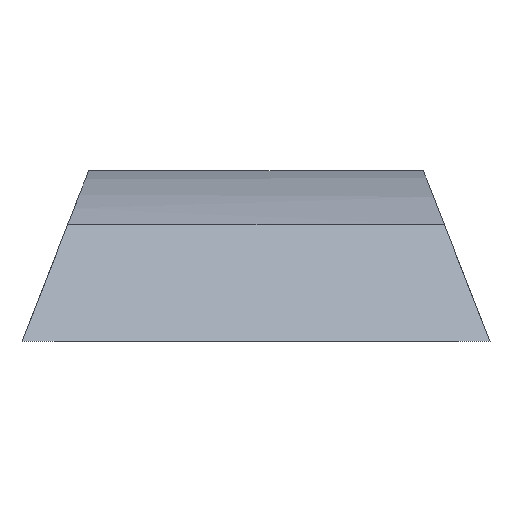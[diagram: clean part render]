
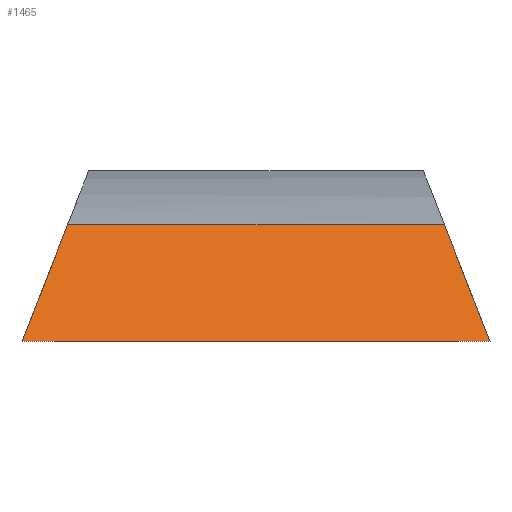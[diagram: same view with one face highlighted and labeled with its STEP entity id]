
A CAD part, front view. The second image highlights one B-rep face of the part: STEP entity #1465.
In plain terms, the highlighted planar face has unit normal (0, -0.931, 0.364).
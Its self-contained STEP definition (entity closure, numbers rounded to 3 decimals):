
#1052 = VERTEX_POINT('',#1053);
#1053 = CARTESIAN_POINT('',(-11.688,-9.3,
    0.001));
#1062 = PLANE('',#1063);
#1063 = AXIS2_PLACEMENT_3D('',#1064,#1065,#1066);
#1064 = CARTESIAN_POINT('',(0.,-9.3,0.));
#1065 = DIRECTION('',(-0.,-1.,-0.));
#1066 = DIRECTION('',(0.,0.,-1.));
#1115 = VERTEX_POINT('',#1116);
#1116 = CARTESIAN_POINT('',(11.688,-9.3,
    0.001));
#1142 = EDGE_CURVE('',#1115,#1052,#1143,.T.);
#1143 = SURFACE_CURVE('',#1144,(#1148,#1155),.PCURVE_S1.);
#1144 = LINE('',#1145,#1146);
#1145 = CARTESIAN_POINT('',(11.688,-9.3,
    0.001));
#1146 = VECTOR('',#1147,1.);
#1147 = DIRECTION('',(-1.,0.,0.));
#1148 = PCURVE('',#1062,#1149);
#1149 = DEFINITIONAL_REPRESENTATION('',(#1150),#1154);
#1150 = LINE('',#1151,#1152);
#1151 = CARTESIAN_POINT('',(-0.001,11.688));
#1152 = VECTOR('',#1153,1.);
#1153 = DIRECTION('',(0.,-1.));
#1154 = ( GEOMETRIC_REPRESENTATION_CONTEXT(2) 
PARAMETRIC_REPRESENTATION_CONTEXT() REPRESENTATION_CONTEXT('2D SPACE',''
  ) );
#1155 = PCURVE('',#1156,#1161);
#1156 = PLANE('',#1157);
#1157 = AXIS2_PLACEMENT_3D('',#1158,#1159,#1160);
#1158 = CARTESIAN_POINT('',(0.,-7.442,4.753));
#1159 = DIRECTION('',(0.,-0.931,0.364));
#1160 = DIRECTION('',(0.,-0.364,-0.931));
#1161 = DEFINITIONAL_REPRESENTATION('',(#1162),#1166);
#1162 = LINE('',#1163,#1164);
#1163 = CARTESIAN_POINT('',(5.103,11.688));
#1164 = VECTOR('',#1165,1.);
#1165 = DIRECTION('',(-0.,-1.));
#1166 = ( GEOMETRIC_REPRESENTATION_CONTEXT(2) 
PARAMETRIC_REPRESENTATION_CONTEXT() REPRESENTATION_CONTEXT('2D SPACE',''
  ) );
#1211 = PLANE('',#1212);
#1212 = AXIS2_PLACEMENT_3D('',#1213,#1214,#1215);
#1213 = CARTESIAN_POINT('',(-9.882,0.,
    4.62));
#1214 = DIRECTION('',(-0.931,0.,0.364));
#1215 = DIRECTION('',(-0.364,0.,-0.931));
#1454 = PLANE('',#1455);
#1455 = AXIS2_PLACEMENT_3D('',#1456,#1457,#1458);
#1456 = CARTESIAN_POINT('',(9.882,0.,4.62));
#1457 = DIRECTION('',(0.931,0.,0.364));
#1458 = DIRECTION('',(-0.364,0.,0.931));
#1465 = ADVANCED_FACE('',(#1466),#1156,.T.);
#1466 = FACE_BOUND('',#1467,.T.);
#1467 = EDGE_LOOP('',(#1468,#1541,#1562,#1563));
#1468 = ORIENTED_EDGE('',*,*,#1469,.F.);
#1469 = EDGE_CURVE('',#1470,#1472,#1474,.T.);
#1470 = VERTEX_POINT('',#1471);
#1471 = CARTESIAN_POINT('',(-9.412,-7.023,
    5.824));
#1472 = VERTEX_POINT('',#1473);
#1473 = CARTESIAN_POINT('',(9.412,-7.023,
    5.824));
#1474 = SURFACE_CURVE('',#1475,(#1490,#1508),.PCURVE_S1.);
#1475 = B_SPLINE_CURVE_WITH_KNOTS('',4,(#1476,#1477,#1478,#1479,#1480,
    #1481,#1482,#1483,#1484,#1485,#1486,#1487,#1488,#1489),
  .UNSPECIFIED.,.F.,.F.,(5,3,3,3,5),(0.,0.25,0.5,
    0.75,1.),.UNSPECIFIED.);
#1476 = CARTESIAN_POINT('',(-11.688,-7.023,
    5.824));
#1477 = CARTESIAN_POINT('',(-10.229,-7.023,
    5.824));
#1478 = CARTESIAN_POINT('',(-8.77,-7.023,
    5.824));
#1479 = CARTESIAN_POINT('',(-7.311,-7.023,
    5.824));
#1480 = CARTESIAN_POINT('',(-4.389,-7.023,5.824)
  );
#1481 = CARTESIAN_POINT('',(-2.926,-7.023,5.824)
  );
#1482 = CARTESIAN_POINT('',(-1.463,-7.023,5.824)
  );
#1483 = CARTESIAN_POINT('',(1.463,-7.023,5.824)
  );
#1484 = CARTESIAN_POINT('',(2.926,-7.023,5.824));
#1485 = CARTESIAN_POINT('',(4.389,-7.023,5.824)
  );
#1486 = CARTESIAN_POINT('',(7.311,-7.023,
    5.824));
#1487 = CARTESIAN_POINT('',(8.77,-7.023,
    5.824));
#1488 = CARTESIAN_POINT('',(10.229,-7.023,
    5.824));
#1489 = CARTESIAN_POINT('',(11.688,-7.023,
    5.824));
#1490 = PCURVE('',#1156,#1491);
#1491 = DEFINITIONAL_REPRESENTATION('',(#1492),#1507);
#1492 = B_SPLINE_CURVE_WITH_KNOTS('',4,(#1493,#1494,#1495,#1496,#1497,
    #1498,#1499,#1500,#1501,#1502,#1503,#1504,#1505,#1506),
  .UNSPECIFIED.,.F.,.F.,(5,3,3,3,5),(0.,0.25,0.5,
    0.75,1.),.UNSPECIFIED.);
#1493 = CARTESIAN_POINT('',(-1.15,-11.688));
#1494 = CARTESIAN_POINT('',(-1.15,-10.229));
#1495 = CARTESIAN_POINT('',(-1.15,-8.77));
#1496 = CARTESIAN_POINT('',(-1.15,-7.311));
#1497 = CARTESIAN_POINT('',(-1.15,-4.389));
#1498 = CARTESIAN_POINT('',(-1.15,-2.926));
#1499 = CARTESIAN_POINT('',(-1.15,-1.463));
#1500 = CARTESIAN_POINT('',(-1.15,1.463));
#1501 = CARTESIAN_POINT('',(-1.15,2.926));
#1502 = CARTESIAN_POINT('',(-1.15,4.389));
#1503 = CARTESIAN_POINT('',(-1.15,7.311));
#1504 = CARTESIAN_POINT('',(-1.15,8.77));
#1505 = CARTESIAN_POINT('',(-1.15,10.229));
#1506 = CARTESIAN_POINT('',(-1.15,11.688));
#1507 = ( GEOMETRIC_REPRESENTATION_CONTEXT(2) 
PARAMETRIC_REPRESENTATION_CONTEXT() REPRESENTATION_CONTEXT('2D SPACE',''
  ) );
#1508 = PCURVE('',#1509,#1524);
#1509 = ( BOUNDED_SURFACE() B_SPLINE_SURFACE(2,1,(
    (#1510,#1511)
    ,(#1512,#1513)
    ,(#1514,#1515)
    ,(#1516,#1517)
    ,(#1518,#1519)
    ,(#1520,#1521)
    ,(#1522,#1523
)),.UNSPECIFIED.,.T.,.F.,.F.) B_SPLINE_SURFACE_WITH_KNOTS((1,2,2,2,2,1),
  (2,2),(-2.094,0.,2.094,4.189,6.283,
    8.378),(0.,23.884),.UNSPECIFIED.) 
GEOMETRIC_REPRESENTATION_ITEM() RATIONAL_B_SPLINE_SURFACE((
    (1.,1.)
    ,(0.5,0.5)
    ,(1.,1.)
    ,(0.5,0.5)
    ,(1.,1.)
    ,(0.5,0.5)
,(1.,1.))) REPRESENTATION_ITEM('') SURFACE() );
#1510 = CARTESIAN_POINT('',(-11.942,2.071,-7.727));
#1511 = CARTESIAN_POINT('',(11.942,2.071,-7.727));
#1512 = CARTESIAN_POINT('',(-11.942,26.162,-1.272));
#1513 = CARTESIAN_POINT('',(11.942,26.162,-1.272));
#1514 = CARTESIAN_POINT('',(-11.942,11.011,7.091));
#1515 = CARTESIAN_POINT('',(11.942,11.011,7.091));
#1516 = CARTESIAN_POINT('',(-11.942,-4.141,15.455));
#1517 = CARTESIAN_POINT('',(11.942,-4.141,15.455));
#1518 = CARTESIAN_POINT('',(-11.942,-13.081,0.636));
#1519 = CARTESIAN_POINT('',(11.942,-13.081,0.636));
#1520 = CARTESIAN_POINT('',(-11.942,-22.021,-14.183));
#1521 = CARTESIAN_POINT('',(11.942,-22.021,-14.183));
#1522 = CARTESIAN_POINT('',(-11.942,2.071,-7.727));
#1523 = CARTESIAN_POINT('',(11.942,2.071,-7.727));
#1524 = DEFINITIONAL_REPRESENTATION('',(#1525),#1540);
#1525 = B_SPLINE_CURVE_WITH_KNOTS('',4,(#1526,#1527,#1528,#1529,#1530,
    #1531,#1532,#1533,#1534,#1535,#1536,#1537,#1538,#1539),
  .UNSPECIFIED.,.F.,.F.,(5,3,3,3,5),(0.,0.25,0.5,
    0.75,1.),.UNSPECIFIED.);
#1526 = CARTESIAN_POINT('',(3.486,0.254));
#1527 = CARTESIAN_POINT('',(3.486,1.713));
#1528 = CARTESIAN_POINT('',(3.486,3.172));
#1529 = CARTESIAN_POINT('',(3.486,4.631));
#1530 = CARTESIAN_POINT('',(3.486,7.553));
#1531 = CARTESIAN_POINT('',(3.486,9.016));
#1532 = CARTESIAN_POINT('',(3.486,10.479));
#1533 = CARTESIAN_POINT('',(3.486,13.405));
#1534 = CARTESIAN_POINT('',(3.486,14.868));
#1535 = CARTESIAN_POINT('',(3.486,16.331));
#1536 = CARTESIAN_POINT('',(3.486,19.253));
#1537 = CARTESIAN_POINT('',(3.486,20.712));
#1538 = CARTESIAN_POINT('',(3.486,22.171));
#1539 = CARTESIAN_POINT('',(3.486,23.63));
#1540 = ( GEOMETRIC_REPRESENTATION_CONTEXT(2) 
PARAMETRIC_REPRESENTATION_CONTEXT() REPRESENTATION_CONTEXT('2D SPACE',''
  ) );
#1541 = ORIENTED_EDGE('',*,*,#1542,.T.);
#1542 = EDGE_CURVE('',#1470,#1052,#1543,.T.);
#1543 = SURFACE_CURVE('',#1544,(#1548,#1555),.PCURVE_S1.);
#1544 = LINE('',#1545,#1546);
#1545 = CARTESIAN_POINT('',(-7.388,-5.,11.));
#1546 = VECTOR('',#1547,1.);
#1547 = DIRECTION('',(-0.342,-0.342,-0.875));
#1548 = PCURVE('',#1156,#1549);
#1549 = DEFINITIONAL_REPRESENTATION('',(#1550),#1554);
#1550 = LINE('',#1551,#1552);
#1551 = CARTESIAN_POINT('',(-6.708,-7.388));
#1552 = VECTOR('',#1553,1.);
#1553 = DIRECTION('',(0.94,-0.342));
#1554 = ( GEOMETRIC_REPRESENTATION_CONTEXT(2) 
PARAMETRIC_REPRESENTATION_CONTEXT() REPRESENTATION_CONTEXT('2D SPACE',''
  ) );
#1555 = PCURVE('',#1211,#1556);
#1556 = DEFINITIONAL_REPRESENTATION('',(#1557),#1561);
#1557 = LINE('',#1558,#1559);
#1558 = CARTESIAN_POINT('',(-6.85,5.));
#1559 = VECTOR('',#1560,1.);
#1560 = DIRECTION('',(0.94,0.342));
#1561 = ( GEOMETRIC_REPRESENTATION_CONTEXT(2) 
PARAMETRIC_REPRESENTATION_CONTEXT() REPRESENTATION_CONTEXT('2D SPACE',''
  ) );
#1562 = ORIENTED_EDGE('',*,*,#1142,.F.);
#1563 = ORIENTED_EDGE('',*,*,#1564,.F.);
#1564 = EDGE_CURVE('',#1472,#1115,#1565,.T.);
#1565 = SURFACE_CURVE('',#1566,(#1570,#1577),.PCURVE_S1.);
#1566 = LINE('',#1567,#1568);
#1567 = CARTESIAN_POINT('',(7.388,-5.,11.));
#1568 = VECTOR('',#1569,1.);
#1569 = DIRECTION('',(0.342,-0.342,-0.875));
#1570 = PCURVE('',#1156,#1571);
#1571 = DEFINITIONAL_REPRESENTATION('',(#1572),#1576);
#1572 = LINE('',#1573,#1574);
#1573 = CARTESIAN_POINT('',(-6.708,7.388));
#1574 = VECTOR('',#1575,1.);
#1575 = DIRECTION('',(0.94,0.342));
#1576 = ( GEOMETRIC_REPRESENTATION_CONTEXT(2) 
PARAMETRIC_REPRESENTATION_CONTEXT() REPRESENTATION_CONTEXT('2D SPACE',''
  ) );
#1577 = PCURVE('',#1454,#1578);
#1578 = DEFINITIONAL_REPRESENTATION('',(#1579),#1583);
#1579 = LINE('',#1580,#1581);
#1580 = CARTESIAN_POINT('',(6.85,5.));
#1581 = VECTOR('',#1582,1.);
#1582 = DIRECTION('',(-0.94,0.342));
#1583 = ( GEOMETRIC_REPRESENTATION_CONTEXT(2) 
PARAMETRIC_REPRESENTATION_CONTEXT() REPRESENTATION_CONTEXT('2D SPACE',''
  ) );
